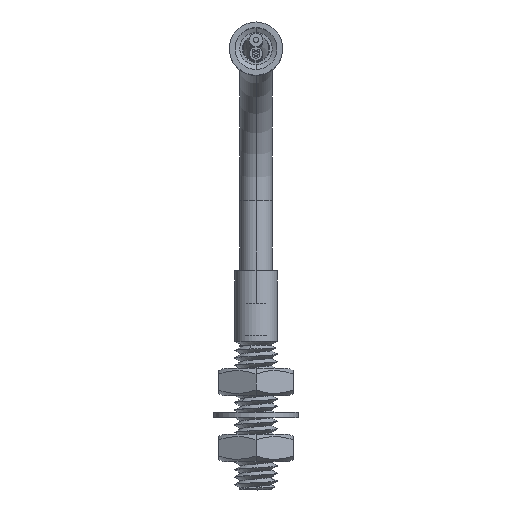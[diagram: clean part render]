
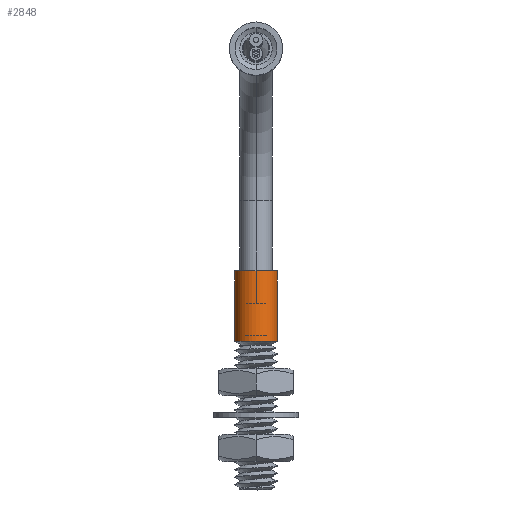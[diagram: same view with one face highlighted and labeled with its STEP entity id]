
A CAD part, top view. The second image highlights one B-rep face of the part: STEP entity #2848.
In plain terms, the highlighted cylindrical face has radius 1.994 mm (diameter 3.988 mm), a partial arc.
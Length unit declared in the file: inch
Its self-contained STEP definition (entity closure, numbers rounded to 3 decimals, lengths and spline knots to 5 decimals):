
#6=CARTESIAN_POINT('',(0.,0.,0.461));
#7=DIRECTION('',(0.,0.,-1.));
#8=DIRECTION('',(0.,1.,0.));
#9=AXIS2_PLACEMENT_3D('',#6,#7,#8);
#16=DIRECTION('',(0.,0.,1.));
#17=VECTOR('',#16,0.26);
#18=CARTESIAN_POINT('',(0.,0.0785,0.201));
#19=LINE('',#18,#17);
#20=CARTESIAN_POINT('',(0.,0.,0.201));
#21=DIRECTION('',(0.,0.,-1.));
#22=DIRECTION('',(0.,1.,0.));
#23=AXIS2_PLACEMENT_3D('',#20,#21,#22);
#25=DIRECTION('',(0.,0.,1.));
#26=VECTOR('',#25,0.26);
#27=CARTESIAN_POINT('',(0.,-0.0785,0.201));
#28=LINE('',#27,#26);
#2681=CARTESIAN_POINT('',(0.,0.0785,0.201));
#2682=CARTESIAN_POINT('',(0.,0.0785,0.461));
#2683=VERTEX_POINT('',#2681);
#2684=VERTEX_POINT('',#2682);
#2697=CARTESIAN_POINT('',(0.,-0.0785,0.201));
#2698=CARTESIAN_POINT('',(0.,-0.0785,0.461));
#2699=VERTEX_POINT('',#2697);
#2700=VERTEX_POINT('',#2698);
#2836=CARTESIAN_POINT('',(0.,0.,-0.3895));
#2837=DIRECTION('',(0.,0.,1.));
#2838=DIRECTION('',(0.,1.,0.));
#2839=AXIS2_PLACEMENT_3D('',#2836,#2837,#2838);
#2840=CYLINDRICAL_SURFACE('',#2839,0.0785);
#2841=ORIENTED_EDGE('',*,*,#2826,.F.);
#2843=ORIENTED_EDGE('',*,*,#2842,.T.);
#2844=ORIENTED_EDGE('',*,*,#2829,.T.);
#2845=ORIENTED_EDGE('',*,*,#2810,.F.);
#2846=EDGE_LOOP('',(#2841,#2843,#2844,#2845));
#2847=FACE_OUTER_BOUND('',#2846,.F.);
#2848=ADVANCED_FACE('',(#2847),#2840,.T.);
#10=CIRCLE('',#9,0.0785);
#24=CIRCLE('',#23,0.0785);
#2810=EDGE_CURVE('',#2684,#2700,#10,.T.);
#2826=EDGE_CURVE('',#2683,#2684,#19,.T.);
#2829=EDGE_CURVE('',#2699,#2700,#28,.T.);
#2842=EDGE_CURVE('',#2683,#2699,#24,.T.);
